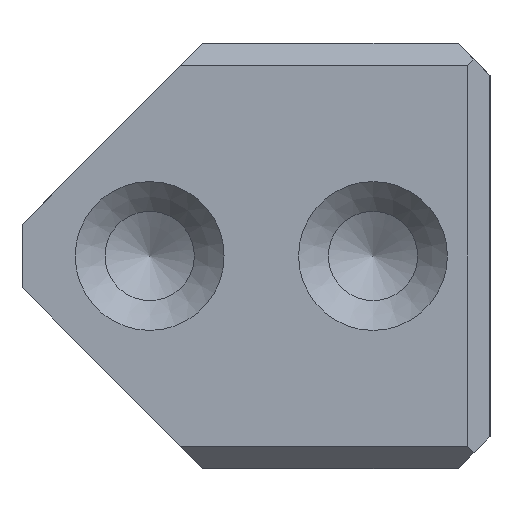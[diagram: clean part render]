
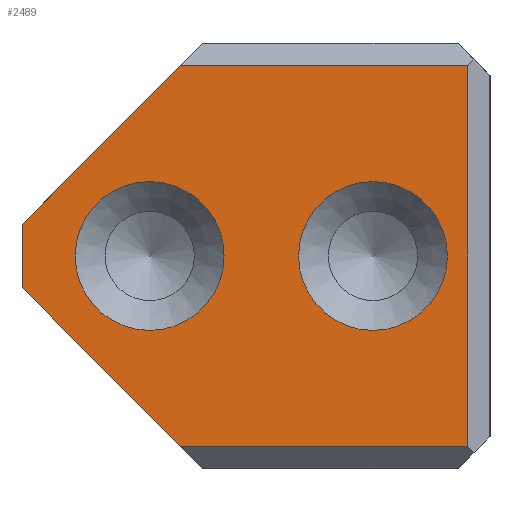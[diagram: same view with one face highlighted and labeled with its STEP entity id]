
A CAD part, left-side view. The second image highlights one B-rep face of the part: STEP entity #2489.
In plain terms, the highlighted planar face has unit normal (-1, 0, 0).
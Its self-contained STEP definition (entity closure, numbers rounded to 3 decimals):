
#2489=ADVANCED_FACE('',(#3447,#3448,#3449),#2884,.T.);
#2884=PLANE('',#9077);
#3136=CIRCLE('',#9075,3.5);
#3137=CIRCLE('',#9076,3.5);
#3447=FACE_BOUND('',#3676,.T.);
#3448=FACE_BOUND('',#3677,.T.);
#3449=FACE_BOUND('',#3678,.T.);
#3676=EDGE_LOOP('',(#4440));
#3677=EDGE_LOOP('',(#4441));
#3678=EDGE_LOOP('',(#4442,#4443,#4444,#4445,#4446,#4447));
#4440=ORIENTED_EDGE('',*,*,#7043,.T.);
#4441=ORIENTED_EDGE('',*,*,#7044,.T.);
#4442=ORIENTED_EDGE('',*,*,#7045,.T.);
#4443=ORIENTED_EDGE('',*,*,#7046,.T.);
#4444=ORIENTED_EDGE('',*,*,#7047,.T.);
#4445=ORIENTED_EDGE('',*,*,#7048,.F.);
#4446=ORIENTED_EDGE('',*,*,#7049,.T.);
#4447=ORIENTED_EDGE('',*,*,#7050,.T.);
#6370=VERTEX_POINT('',#11743);
#6371=VERTEX_POINT('',#11745);
#6372=VERTEX_POINT('',#11747);
#6373=VERTEX_POINT('',#11748);
#6374=VERTEX_POINT('',#11750);
#6375=VERTEX_POINT('',#11752);
#6376=VERTEX_POINT('',#11754);
#6377=VERTEX_POINT('',#11756);
#7043=EDGE_CURVE('',#6370,#6370,#3136,.T.);
#7044=EDGE_CURVE('',#6371,#6371,#3137,.T.);
#7045=EDGE_CURVE('',#6372,#6373,#7906,.T.);
#7046=EDGE_CURVE('',#6373,#6374,#7907,.T.);
#7047=EDGE_CURVE('',#6374,#6375,#7908,.T.);
#7048=EDGE_CURVE('',#6376,#6375,#7909,.T.);
#7049=EDGE_CURVE('',#6376,#6377,#7910,.T.);
#7050=EDGE_CURVE('',#6377,#6372,#7911,.T.);
#7906=LINE('',#11746,#8562);
#7907=LINE('',#11749,#8563);
#7908=LINE('',#11751,#8564);
#7909=LINE('',#11753,#8565);
#7910=LINE('',#11755,#8566);
#7911=LINE('',#11757,#8567);
#8562=VECTOR('',#9715,1.);
#8563=VECTOR('',#9716,1.);
#8564=VECTOR('',#9717,1.);
#8565=VECTOR('',#9718,1.);
#8566=VECTOR('',#9719,1.);
#8567=VECTOR('',#9720,1.);
#9075=AXIS2_PLACEMENT_3D('',#11742,#9711,#9712);
#9076=AXIS2_PLACEMENT_3D('',#11744,#9713,#9714);
#9077=AXIS2_PLACEMENT_3D('',#11758,#9721,#9722);
#9711=DIRECTION('',(1.,0.,0.));
#9712=DIRECTION('',(0.,0.,-1.));
#9713=DIRECTION('',(1.,0.,0.));
#9714=DIRECTION('',(0.,0.,-1.));
#9715=DIRECTION('',(0.,0.,1.));
#9716=DIRECTION('',(0.,1.,0.));
#9717=DIRECTION('',(0.,0.707,-0.707));
#9718=DIRECTION('',(0.,0.,1.));
#9719=DIRECTION('',(0.,-0.707,-0.707));
#9720=DIRECTION('',(0.,-1.,0.));
#9721=DIRECTION('',(-1.,0.,0.));
#9722=DIRECTION('',(0.,0.,-1.));
#11742=CARTESIAN_POINT('',(0.,16.,10.));
#11743=CARTESIAN_POINT('',(0.,16.,6.5));
#11744=CARTESIAN_POINT('',(0.,5.5,10.));
#11745=CARTESIAN_POINT('',(0.,5.5,6.5));
#11746=CARTESIAN_POINT('',(0.,1.05,0.));
#11747=CARTESIAN_POINT('',(0.,1.05,1.05));
#11748=CARTESIAN_POINT('',(0.,1.05,18.95));
#11749=CARTESIAN_POINT('',(0.,11.,18.95));
#11750=CARTESIAN_POINT('',(0.,14.55,18.95));
#11751=CARTESIAN_POINT('',(0.,22.25,11.25));
#11752=CARTESIAN_POINT('',(0.,22.,11.5));
#11753=CARTESIAN_POINT('',(0.,22.,0.));
#11754=CARTESIAN_POINT('',(0.,22.,8.5));
#11755=CARTESIAN_POINT('',(0.,12.25,-1.25));
#11756=CARTESIAN_POINT('',(0.,14.55,1.05));
#11757=CARTESIAN_POINT('',(0.,11.,1.05));
#11758=CARTESIAN_POINT('',(0.,11.,0.));
